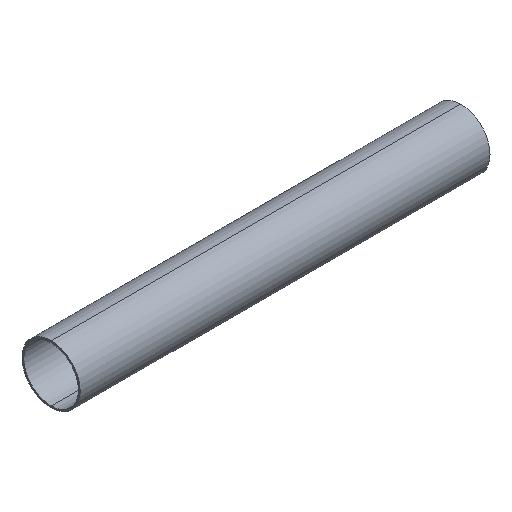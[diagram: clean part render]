
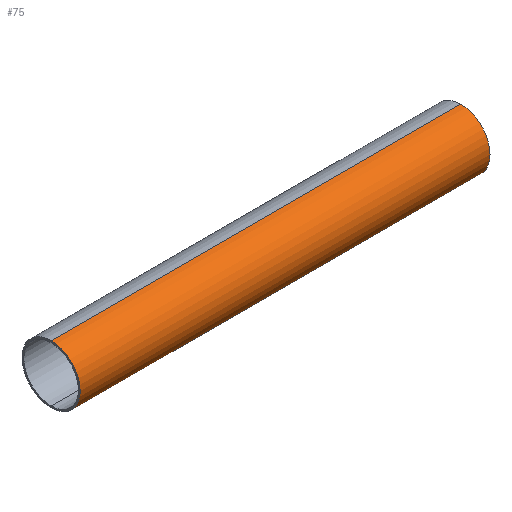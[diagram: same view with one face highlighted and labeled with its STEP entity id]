
A CAD part, isometric view. The second image highlights one B-rep face of the part: STEP entity #75.
In plain terms, the highlighted cylindrical face has radius 355 mm (diameter 710 mm), a partial arc.
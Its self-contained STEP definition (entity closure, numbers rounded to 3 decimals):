
#55 = VERTEX_POINT( '', #126 );
#57 = VERTEX_POINT( '', #128 );
#65 = EDGE_CURVE( '', #57, #83, #136, .T. );
#75 = ADVANCED_FACE( '', ( #149 ), #150, .T. );
#77 = EDGE_CURVE( '', #99, #57, #152, .T. );
#79 = EDGE_CURVE( '', #55, #99, #154, .T. );
#83 = VERTEX_POINT( '', #158 );
#97 = EDGE_CURVE( '', #83, #55, #175, .T. );
#99 = VERTEX_POINT( '', #177 );
#126 = CARTESIAN_POINT( '', ( 5000., 0., -355. ) );
#128 = CARTESIAN_POINT( '', ( 0., 0., 355. ) );
#136 = CIRCLE( '', #208, 355. );
#149 = FACE_OUTER_BOUND( '', #222, .T. );
#150 = CYLINDRICAL_SURFACE( '', #223, 355. );
#152 = LINE( '', #226, #227 );
#154 = CIRCLE( '', #230, 355. );
#158 = CARTESIAN_POINT( '', ( 0., 0., -355. ) );
#175 = LINE( '', #256, #257 );
#177 = CARTESIAN_POINT( '', ( 5000., 0., 355. ) );
#208 = AXIS2_PLACEMENT_3D( '', #283, #284, #285 );
#222 = EDGE_LOOP( '', ( #306, #307, #308, #309 ) );
#223 = AXIS2_PLACEMENT_3D( '', #310, #311, #312 );
#226 = CARTESIAN_POINT( '', ( 0., 0., 355. ) );
#227 = VECTOR( '', #313, 1. );
#230 = AXIS2_PLACEMENT_3D( '', #314, #315, #316 );
#256 = CARTESIAN_POINT( '', ( 0., 0., -355. ) );
#257 = VECTOR( '', #339, 1. );
#283 = CARTESIAN_POINT( '', ( 0., 0., 0. ) );
#284 = DIRECTION( '', ( 1., 0., 0. ) );
#285 = DIRECTION( '', ( 0., 0., -1. ) );
#306 = ORIENTED_EDGE( '', *, *, #97, .T. );
#307 = ORIENTED_EDGE( '', *, *, #79, .T. );
#308 = ORIENTED_EDGE( '', *, *, #77, .T. );
#309 = ORIENTED_EDGE( '', *, *, #65, .T. );
#310 = CARTESIAN_POINT( '', ( 0., 0., 0. ) );
#311 = DIRECTION( '', ( -1., 0., 0. ) );
#312 = DIRECTION( '', ( 0., 0., -1. ) );
#313 = DIRECTION( '', ( -1., 0., 0. ) );
#314 = CARTESIAN_POINT( '', ( 5000., 0., 0. ) );
#315 = DIRECTION( '', ( -1., 0., 0. ) );
#316 = DIRECTION( '', ( 0., 0., -1. ) );
#339 = DIRECTION( '', ( 1., 0., 0. ) );
